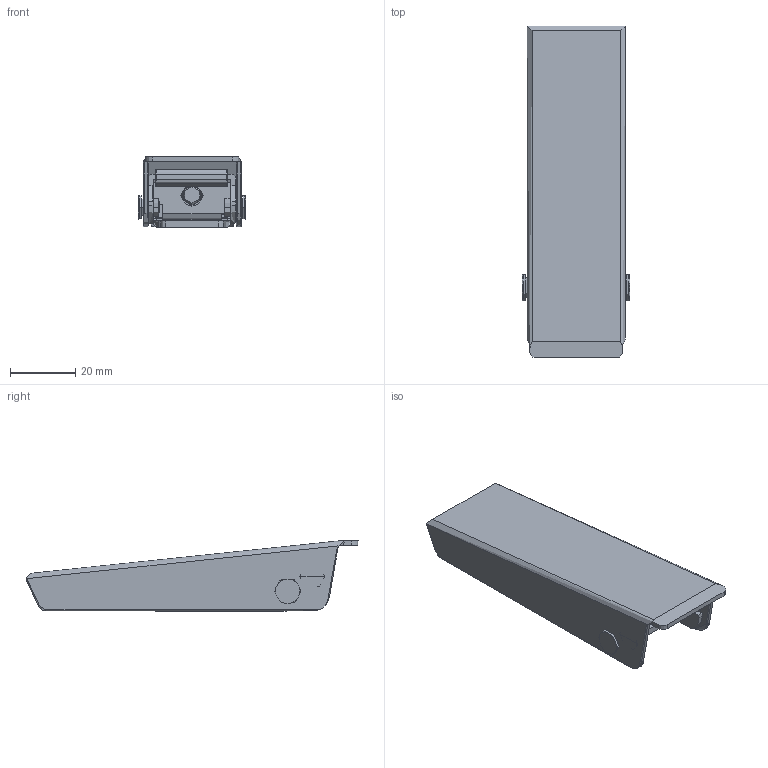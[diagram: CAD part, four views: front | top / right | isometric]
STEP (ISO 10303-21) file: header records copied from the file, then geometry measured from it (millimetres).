
FILE_DESCRIPTION (( 'STEP AP214' ), '1' );
FILE_NAME ('560839 - 909 XC Chrome.STEP', '2017-01-27T11:59:16', ( '' ), ( '' ), 'SwSTEP 2.0', 'SolidWorks 2015', '' );
FILE_SCHEMA (( 'AUTOMOTIVE_DESIGN' ));
Length unit declared in the file: millimetre
Products named in the file (2): 909 XC-3D; 560839 - 909 XC Chrome
Assembly tree (1 placements, depth 2):
  560839 - 909 XC Chrome
    909 XC-3D
Bounding box: 33 x 101.5 x 21.65 mm (x, y, z)
Topology: 0 solids, 14 shells, 505 faces, 1297 edges, 819 vertices
Faces by surface type: cylinder 196, plane 152, cone 89, bspline 68
Full cylindrical faces by diameter (mm): 0.6 x1
Entity records: 18539 total; most frequent: CARTESIAN_POINT 6621, ORIENTED_EDGE 2593, DIRECTION 2339, EDGE_CURVE 1299, AXIS2_PLACEMENT_3D 860, VERTEX_POINT 820, VECTOR 619, LINE 619
